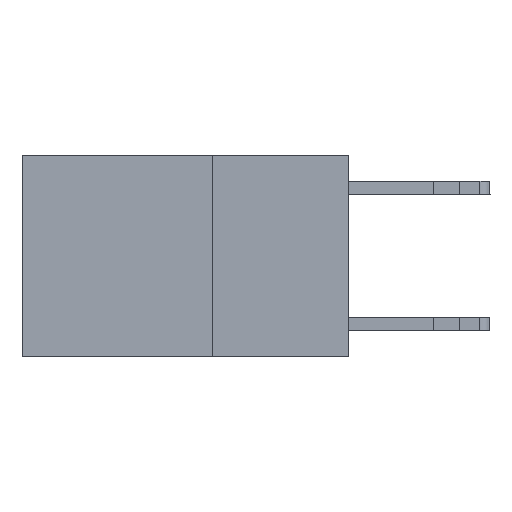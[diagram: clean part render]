
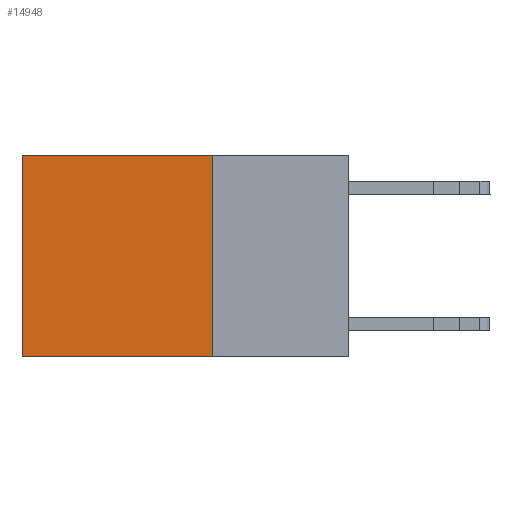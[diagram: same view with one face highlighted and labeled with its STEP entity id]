
A CAD part, left-side view. The second image highlights one B-rep face of the part: STEP entity #14948.
In plain terms, the highlighted planar face has unit normal (-1, 0, 0).
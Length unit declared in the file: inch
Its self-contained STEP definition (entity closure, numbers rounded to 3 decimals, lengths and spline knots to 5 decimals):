
#20 = CARTESIAN_POINT ( 'NONE',  ( 0.2625, 0.25, 0. ) ) ;
#718 = AXIS2_PLACEMENT_3D ( 'NONE', #8969, #1530, #6500 ) ;
#1530 = DIRECTION ( 'NONE',  ( 1., 0., 0. ) ) ;
#2480 = EDGE_CURVE ( 'NONE', #4140, #9855, #9745, .T. ) ;
#2510 = ORIENTED_EDGE ( 'NONE', *, *, #2480, .T. ) ;
#2673 = PLANE ( 'NONE',  #718 ) ;
#2770 = EDGE_CURVE ( 'NONE', #4140, #5819, #10998, .T. ) ;
#3359 = VECTOR ( 'NONE', #15859, 39.37008 ) ;
#4140 = VERTEX_POINT ( 'NONE', #5297 ) ;
#4219 = EDGE_LOOP ( 'NONE', ( #4588, #7075, #7100, #2510 ) ) ;
#4588 = ORIENTED_EDGE ( 'NONE', *, *, #5880, .T. ) ;
#4769 = EDGE_CURVE ( 'NONE', #5819, #5213, #16034, .T. ) ;
#5213 = VERTEX_POINT ( 'NONE', #7348 ) ;
#5297 = CARTESIAN_POINT ( 'NONE',  ( 0.2625, 0.25, 0. ) ) ;
#5561 = DIRECTION ( 'NONE',  ( 0., 0., -1. ) ) ;
#5819 = VERTEX_POINT ( 'NONE', #10340 ) ;
#5880 = EDGE_CURVE ( 'NONE', #9855, #5213, #7968, .T. ) ;
#6500 = DIRECTION ( 'NONE',  ( 0., 0., -1. ) ) ;
#6977 = CARTESIAN_POINT ( 'NONE',  ( 0.2625, 0.6, 0. ) ) ;
#7048 = DIRECTION ( 'NONE',  ( 0., 1., 0. ) ) ;
#7075 = ORIENTED_EDGE ( 'NONE', *, *, #4769, .F. ) ;
#7100 = ORIENTED_EDGE ( 'NONE', *, *, #2770, .F. ) ;
#7348 = CARTESIAN_POINT ( 'NONE',  ( 0.2625, 0.6, -0.37 ) ) ;
#7968 = LINE ( 'NONE', #6977, #11018 ) ;
#8132 = DIRECTION ( 'NONE',  ( 0., 0., -1. ) ) ;
#8969 = CARTESIAN_POINT ( 'NONE',  ( 0.2625, 0.25, 0. ) ) ;
#9745 = LINE ( 'NONE', #20, #3359 ) ;
#9855 = VERTEX_POINT ( 'NONE', #15118 ) ;
#10340 = CARTESIAN_POINT ( 'NONE',  ( 0.2625, 0.25, -0.37 ) ) ;
#10998 = LINE ( 'NONE', #13136, #14047 ) ;
#11018 = VECTOR ( 'NONE', #8132, 39.37008 ) ;
#12116 = CARTESIAN_POINT ( 'NONE',  ( 0.2625, 0.25, -0.37 ) ) ;
#12700 = FACE_OUTER_BOUND ( 'NONE', #4219, .T. ) ;
#13136 = CARTESIAN_POINT ( 'NONE',  ( 0.2625, 0.25, 0. ) ) ;
#14047 = VECTOR ( 'NONE', #5561, 39.37008 ) ;
#14948 = ADVANCED_FACE ( 'NONE', ( #12700 ), #2673, .F. ) ;
#15118 = CARTESIAN_POINT ( 'NONE',  ( 0.2625, 0.6, 0. ) ) ;
#15436 = VECTOR ( 'NONE', #7048, 39.37008 ) ;
#15859 = DIRECTION ( 'NONE',  ( 0., 1., 0. ) ) ;
#16034 = LINE ( 'NONE', #12116, #15436 ) ;
